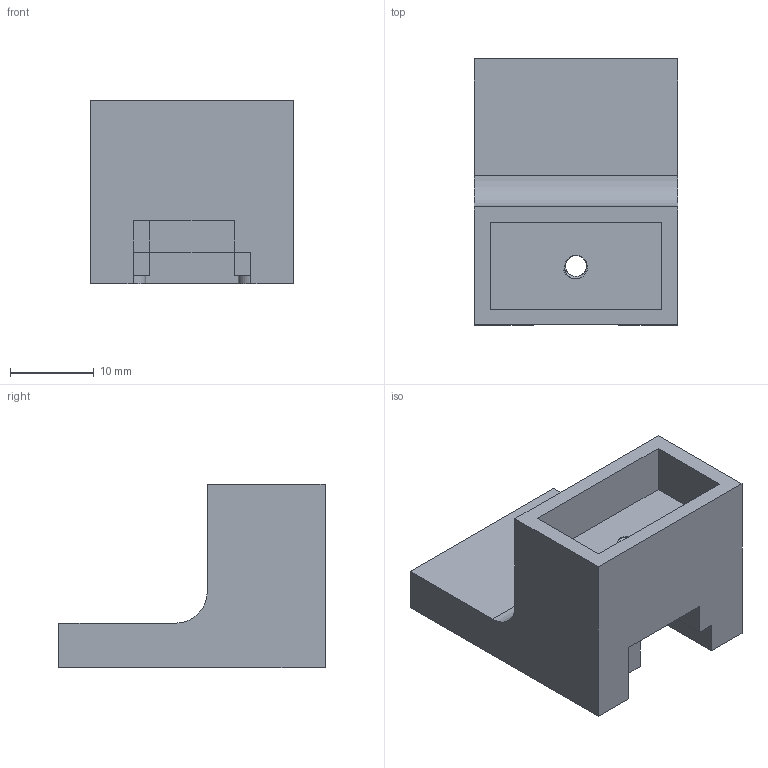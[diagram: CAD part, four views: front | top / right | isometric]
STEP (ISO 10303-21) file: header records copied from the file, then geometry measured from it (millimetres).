
FILE_DESCRIPTION(/* description */ (''),/* implementation_level */ '2;1');
FILE_NAME(/* name */ 'FLSun Probe v1.step',/* time_stamp */ '2022-04-11T22:11:42-05:00',/* author */ (''),/* organization */ (''),/* preprocessor_version */ 'ST-DEVELOPER v18.1',/* originating_system */ 'Autodesk Translation Framework v10.14.0.1471',/* authorisation */ '');
FILE_SCHEMA (('AUTOMOTIVE_DESIGN { 1 0 10303 214 3 1 1 }'));
Length unit declared in the file: millimetre
Products named in the file (1): FLSun Probe
Bounding box: 24.25 x 31.77 x 21.85 mm (x, y, z)
Volume: 6532.8 mm3; surface area: 4326.9 mm2
Topology: 1 solids, 1 shells, 175 faces, 496 edges, 328 vertices
Faces by surface type: cylinder 127, plane 38, bspline 10
Full cylindrical faces by diameter (mm): 1.623 x20, 2.074 x8, 2.529 x8, 3.086 x4
Entity records: 13143 total; most frequent: CARTESIAN_POINT 9097, ORIENTED_EDGE 992, DIRECTION 588, EDGE_CURVE 496, VERTEX_POINT 328, B_SPLINE_CURVE_WITH_KNOTS 267, LINE 202, VECTOR 202
